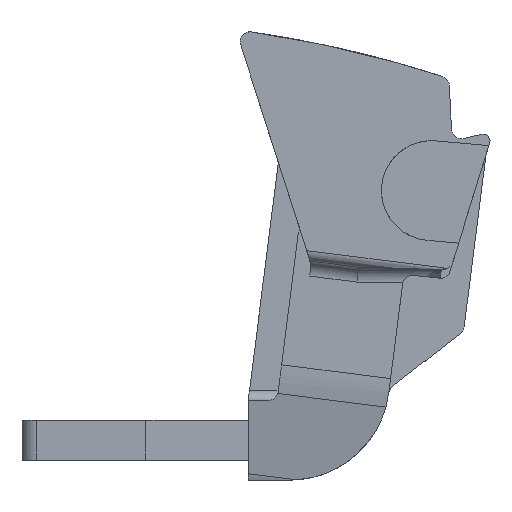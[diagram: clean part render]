
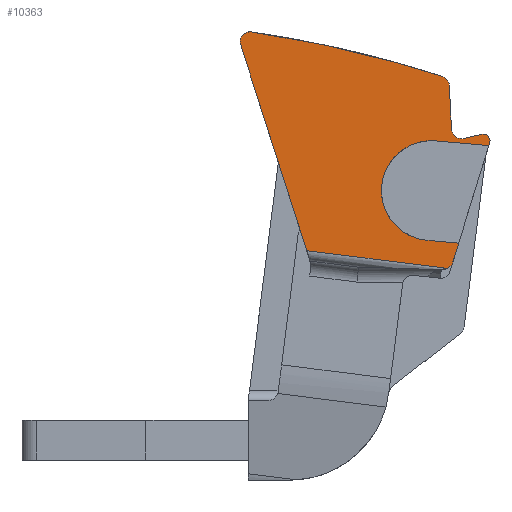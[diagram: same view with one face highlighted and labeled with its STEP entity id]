
A CAD part, left-side view. The second image highlights one B-rep face of the part: STEP entity #10363.
In plain terms, the highlighted planar face has unit normal (-1, 0, 0).
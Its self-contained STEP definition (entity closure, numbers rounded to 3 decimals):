
#10237=AXIS2_PLACEMENT_3D('Plane Axis2P3D',#10234,#10235,#10236) ;
#10248=AXIS2_PLACEMENT_3D('Circle Axis2P3D',#10246,#10247,$) ;
#10260=AXIS2_PLACEMENT_3D('Circle Axis2P3D',#10258,#10259,$) ;
#10274=AXIS2_PLACEMENT_3D('Circle Axis2P3D',#10272,#10273,$) ;
#10288=AXIS2_PLACEMENT_3D('Circle Axis2P3D',#10286,#10287,$) ;
#10315=AXIS2_PLACEMENT_3D('Circle Axis2P3D',#10313,#10314,$) ;
#8276=CARTESIAN_POINT('Line Origine',(0.,0.013,10.096)) ;
#8280=CARTESIAN_POINT('Vertex',(0.,0.,10.137)) ;
#8282=CARTESIAN_POINT('Vertex',(0.,0.026,10.054)) ;
#8303=CARTESIAN_POINT('Vertex',(0.,0.933,7.122)) ;
#8306=CARTESIAN_POINT('Line Origine',(0.,1.019,6.845)) ;
#8310=CARTESIAN_POINT('Vertex',(0.,1.105,6.568)) ;
#10234=CARTESIAN_POINT('Axis2P3D Location',(0.,12.254,1.2)) ;
#10239=CARTESIAN_POINT('Line Origine',(0.,1.409,7.164)) ;
#10243=CARTESIAN_POINT('Vertex',(0.,1.885,7.206)) ;
#10246=CARTESIAN_POINT('Axis2P3D Location',(0.,1.754,8.7)) ;
#10250=CARTESIAN_POINT('Vertex',(0.,1.624,10.194)) ;
#10253=CARTESIAN_POINT('Line Origine',(0.,0.825,10.124)) ;
#10258=CARTESIAN_POINT('Axis2P3D Location',(0.,0.191,10.196)) ;
#10262=CARTESIAN_POINT('Vertex',(0.,0.235,10.391)) ;
#10265=CARTESIAN_POINT('Line Origine',(0.,0.509,10.329)) ;
#10269=CARTESIAN_POINT('Vertex',(0.,0.783,10.267)) ;
#10272=CARTESIAN_POINT('Axis2P3D Location',(0.,0.849,10.559)) ;
#10276=CARTESIAN_POINT('Vertex',(0.,1.149,10.545)) ;
#10279=CARTESIAN_POINT('Line Origine',(0.,1.181,11.202)) ;
#10283=CARTESIAN_POINT('Vertex',(0.,1.213,11.859)) ;
#10286=CARTESIAN_POINT('Axis2P3D Location',(0.,1.513,11.844)) ;
#10290=CARTESIAN_POINT('Vertex',(0.,1.42,12.13)) ;
#10294=CARTESIAN_POINT('Control Point',(0.,1.42,12.13)) ;
#10295=CARTESIAN_POINT('Control Point',(0.,1.708,12.223)) ;
#10296=CARTESIAN_POINT('Control Point',(0.,1.997,12.313)) ;
#10297=CARTESIAN_POINT('Control Point',(0.,2.287,12.4)) ;
#10298=CARTESIAN_POINT('Control Point',(0.,2.578,12.484)) ;
#10299=CARTESIAN_POINT('Control Point',(0.,2.87,12.564)) ;
#10300=CARTESIAN_POINT('Vertex',(0.,2.87,12.564)) ;
#10304=CARTESIAN_POINT('Control Point',(0.,2.87,12.564)) ;
#10305=CARTESIAN_POINT('Control Point',(0.,3.714,12.798)) ;
#10306=CARTESIAN_POINT('Control Point',(0.,4.565,13.005)) ;
#10307=CARTESIAN_POINT('Control Point',(0.,5.425,13.186)) ;
#10308=CARTESIAN_POINT('Control Point',(0.,6.287,13.34)) ;
#10309=CARTESIAN_POINT('Control Point',(0.,7.154,13.467)) ;
#10310=CARTESIAN_POINT('Vertex',(0.,7.154,13.467)) ;
#10313=CARTESIAN_POINT('Axis2P3D Location',(0.,7.197,13.17)) ;
#10317=CARTESIAN_POINT('Vertex',(0.,7.483,13.079)) ;
#10320=CARTESIAN_POINT('Line Origine',(0.,6.491,9.988)) ;
#10324=CARTESIAN_POINT('Vertex',(0.,5.498,6.896)) ;
#10327=CARTESIAN_POINT('Line Origine',(0.,3.386,6.63)) ;
#10331=CARTESIAN_POINT('Vertex',(0.,1.273,6.363)) ;
#10335=CARTESIAN_POINT('Control Point',(0.,1.105,6.568)) ;
#10336=CARTESIAN_POINT('Control Point',(0.,1.114,6.537)) ;
#10337=CARTESIAN_POINT('Control Point',(0.,1.128,6.507)) ;
#10338=CARTESIAN_POINT('Control Point',(0.,1.145,6.478)) ;
#10339=CARTESIAN_POINT('Control Point',(0.,1.178,6.434)) ;
#10340=CARTESIAN_POINT('Control Point',(0.,1.219,6.398)) ;
#10341=CARTESIAN_POINT('Control Point',(0.,1.236,6.385)) ;
#10342=CARTESIAN_POINT('Control Point',(0.,1.254,6.373)) ;
#10343=CARTESIAN_POINT('Control Point',(0.,1.273,6.363)) ;
#8277=DIRECTION('Vector Direction',(0.,-0.296,0.955)) ;
#8307=DIRECTION('Vector Direction',(0.,-0.296,0.955)) ;
#10235=DIRECTION('Axis2P3D Direction',(1.,0.,0.)) ;
#10236=DIRECTION('Axis2P3D XDirection',(0.,1.,0.)) ;
#10240=DIRECTION('Vector Direction',(0.,-0.996,-0.087)) ;
#10247=DIRECTION('Axis2P3D Direction',(1.,0.,0.)) ;
#10254=DIRECTION('Vector Direction',(0.,-0.996,-0.087)) ;
#10259=DIRECTION('Axis2P3D Direction',(1.,0.,0.)) ;
#10266=DIRECTION('Vector Direction',(0.,-0.975,0.222)) ;
#10273=DIRECTION('Axis2P3D Direction',(1.,0.,0.)) ;
#10280=DIRECTION('Vector Direction',(0.,-0.049,-0.999)) ;
#10287=DIRECTION('Axis2P3D Direction',(1.,0.,0.)) ;
#10314=DIRECTION('Axis2P3D Direction',(1.,0.,0.)) ;
#10321=DIRECTION('Vector Direction',(0.,0.306,0.952)) ;
#10328=DIRECTION('Vector Direction',(0.,-0.992,-0.125)) ;
#8278=VECTOR('Line Direction',#8277,1.) ;
#8308=VECTOR('Line Direction',#8307,1.) ;
#10241=VECTOR('Line Direction',#10240,1.) ;
#10255=VECTOR('Line Direction',#10254,1.) ;
#10267=VECTOR('Line Direction',#10266,1.) ;
#10281=VECTOR('Line Direction',#10280,1.) ;
#10322=VECTOR('Line Direction',#10321,1.) ;
#10329=VECTOR('Line Direction',#10328,1.) ;
#10346=ORIENTED_EDGE('',*,*,#10245,.F.) ;
#10347=ORIENTED_EDGE('',*,*,#10252,.T.) ;
#10348=ORIENTED_EDGE('',*,*,#10257,.T.) ;
#10349=ORIENTED_EDGE('',*,*,#8284,.F.) ;
#10350=ORIENTED_EDGE('',*,*,#10264,.F.) ;
#10351=ORIENTED_EDGE('',*,*,#10271,.F.) ;
#10352=ORIENTED_EDGE('',*,*,#10278,.F.) ;
#10353=ORIENTED_EDGE('',*,*,#10285,.F.) ;
#10354=ORIENTED_EDGE('',*,*,#10292,.F.) ;
#10355=ORIENTED_EDGE('',*,*,#10302,.F.) ;
#10356=ORIENTED_EDGE('',*,*,#10312,.F.) ;
#10357=ORIENTED_EDGE('',*,*,#10319,.F.) ;
#10358=ORIENTED_EDGE('',*,*,#10326,.F.) ;
#10359=ORIENTED_EDGE('',*,*,#10333,.F.) ;
#10360=ORIENTED_EDGE('',*,*,#10344,.F.) ;
#10361=ORIENTED_EDGE('',*,*,#8312,.F.) ;
#10363=ADVANCED_FACE('Short_circuit_bridge_plastic',(#10362),#10238,.F.) ;
#10293=B_SPLINE_CURVE_WITH_KNOTS('',5,(#10294,#10295,#10296,#10297,#10298,#10299),.UNSPECIFIED.,.F.,.U.,(6,6),(0.,2.14),.UNSPECIFIED.) ;
#10303=B_SPLINE_CURVE_WITH_KNOTS('',5,(#10304,#10305,#10306,#10307,#10308,#10309),.UNSPECIFIED.,.F.,.U.,(6,6),(0.,6.195),.UNSPECIFIED.) ;
#10334=B_SPLINE_CURVE_WITH_KNOTS('',5,(#10335,#10336,#10337,#10338,#10339,#10340,#10341,#10342,#10343),.UNSPECIFIED.,.F.,.U.,(6,3,6),(0.,0.231,0.385),.UNSPECIFIED.) ;
#10249=CIRCLE('generated circle',#10248,1.5) ;
#10261=CIRCLE('generated circle',#10260,0.2) ;
#10275=CIRCLE('generated circle',#10274,0.3) ;
#10289=CIRCLE('generated circle',#10288,0.3) ;
#10316=CIRCLE('generated circle',#10315,0.3) ;
#8284=EDGE_CURVE('',#8281,#8283,#8279,.F.) ;
#8312=EDGE_CURVE('',#8304,#8311,#8309,.F.) ;
#10245=EDGE_CURVE('',#10244,#8304,#10242,.T.) ;
#10252=EDGE_CURVE('',#10244,#10251,#10249,.T.) ;
#10257=EDGE_CURVE('',#10251,#8283,#10256,.T.) ;
#10264=EDGE_CURVE('',#10263,#8281,#10261,.T.) ;
#10271=EDGE_CURVE('',#10270,#10263,#10268,.T.) ;
#10278=EDGE_CURVE('',#10277,#10270,#10275,.F.) ;
#10285=EDGE_CURVE('',#10284,#10277,#10282,.T.) ;
#10292=EDGE_CURVE('',#10291,#10284,#10289,.T.) ;
#10302=EDGE_CURVE('',#10301,#10291,#10293,.F.) ;
#10312=EDGE_CURVE('',#10311,#10301,#10303,.F.) ;
#10319=EDGE_CURVE('',#10318,#10311,#10316,.T.) ;
#10326=EDGE_CURVE('',#10325,#10318,#10323,.T.) ;
#10333=EDGE_CURVE('',#10332,#10325,#10330,.F.) ;
#10344=EDGE_CURVE('',#8311,#10332,#10334,.T.) ;
#10345=EDGE_LOOP('',(#10346,#10347,#10348,#10349,#10350,#10351,#10352,#10353,#10354,#10355,#10356,#10357,#10358,#10359,#10360,#10361)) ;
#10362=FACE_OUTER_BOUND('',#10345,.T.) ;
#8279=LINE('Line',#8276,#8278) ;
#8309=LINE('Line',#8306,#8308) ;
#10242=LINE('Line',#10239,#10241) ;
#10256=LINE('Line',#10253,#10255) ;
#10268=LINE('Line',#10265,#10267) ;
#10282=LINE('Line',#10279,#10281) ;
#10323=LINE('Line',#10320,#10322) ;
#10330=LINE('Line',#10327,#10329) ;
#10238=PLANE('',#10237) ;
#8281=VERTEX_POINT('',#8280) ;
#8283=VERTEX_POINT('',#8282) ;
#8304=VERTEX_POINT('',#8303) ;
#8311=VERTEX_POINT('',#8310) ;
#10244=VERTEX_POINT('',#10243) ;
#10251=VERTEX_POINT('',#10250) ;
#10263=VERTEX_POINT('',#10262) ;
#10270=VERTEX_POINT('',#10269) ;
#10277=VERTEX_POINT('',#10276) ;
#10284=VERTEX_POINT('',#10283) ;
#10291=VERTEX_POINT('',#10290) ;
#10301=VERTEX_POINT('',#10300) ;
#10311=VERTEX_POINT('',#10310) ;
#10318=VERTEX_POINT('',#10317) ;
#10325=VERTEX_POINT('',#10324) ;
#10332=VERTEX_POINT('',#10331) ;
